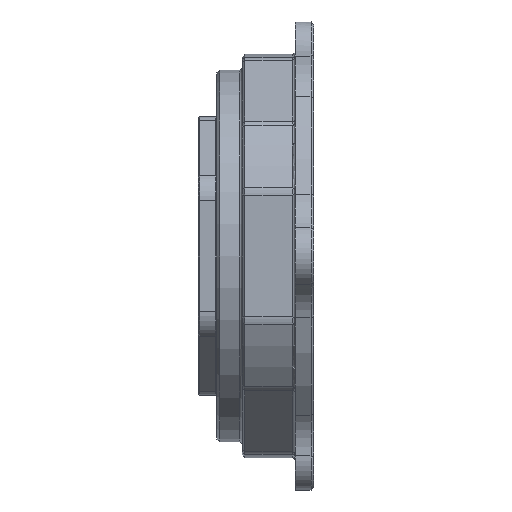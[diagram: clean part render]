
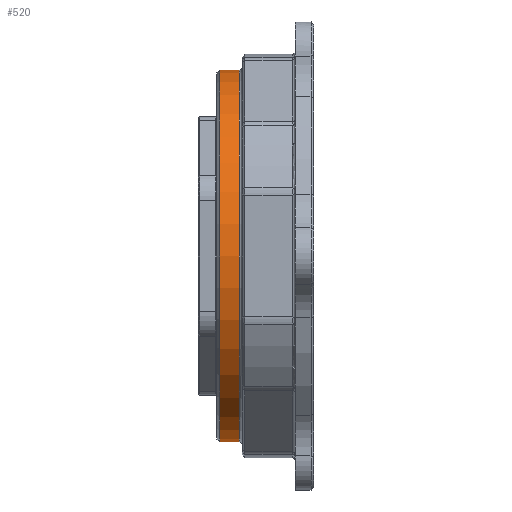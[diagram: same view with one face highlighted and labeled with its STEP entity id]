
A CAD part, front view. The second image highlights one B-rep face of the part: STEP entity #520.
In plain terms, the highlighted cylindrical face has radius 35 mm (diameter 70 mm), a partial arc.
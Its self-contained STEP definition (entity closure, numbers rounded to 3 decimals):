
#27 = DIRECTION ( 'NONE',  ( -1., 0., 0. ) ) ;
#147 = CARTESIAN_POINT ( 'NONE',  ( -52.989, 0., 0. ) ) ;
#402 = AXIS2_PLACEMENT_3D ( 'NONE', #147, #5130, #6647 ) ;
#520 = ADVANCED_FACE ( 'NONE', ( #2219 ), #5035, .T. ) ;
#1171 = VECTOR ( 'NONE', #4440, 1000. ) ;
#1652 = VERTEX_POINT ( 'NONE', #4761 ) ;
#1786 = AXIS2_PLACEMENT_3D ( 'NONE', #2739, #8463, #5604 ) ;
#1998 = ORIENTED_EDGE ( 'NONE', *, *, #9318, .T. ) ;
#2120 = DIRECTION ( 'NONE',  ( 0., 0., -1. ) ) ;
#2219 = FACE_OUTER_BOUND ( 'NONE', #7356, .T. ) ;
#2381 = VERTEX_POINT ( 'NONE', #4449 ) ;
#2739 = CARTESIAN_POINT ( 'NONE',  ( 0.5, 0., 0. ) ) ;
#2742 = CIRCLE ( 'NONE', #5326, 35. ) ;
#2846 = ORIENTED_EDGE ( 'NONE', *, *, #3156, .T. ) ;
#3087 = CARTESIAN_POINT ( 'NONE',  ( -52.989, 0., -35. ) ) ;
#3156 = EDGE_CURVE ( 'NONE', #2381, #1652, #7110, .T. ) ;
#3539 = VERTEX_POINT ( 'NONE', #4157 ) ;
#3612 = LINE ( 'NONE', #8629, #5754 ) ;
#3958 = ORIENTED_EDGE ( 'NONE', *, *, #6755, .F. ) ;
#4157 = CARTESIAN_POINT ( 'NONE',  ( 4.25, 0., 35. ) ) ;
#4330 = DIRECTION ( 'NONE',  ( -1., 0., 0. ) ) ;
#4440 = DIRECTION ( 'NONE',  ( -1., 0., 0. ) ) ;
#4449 = CARTESIAN_POINT ( 'NONE',  ( 0.5, 0., 35. ) ) ;
#4761 = CARTESIAN_POINT ( 'NONE',  ( 0.5, 0., -35. ) ) ;
#5035 = CYLINDRICAL_SURFACE ( 'NONE', #402, 35. ) ;
#5065 = ORIENTED_EDGE ( 'NONE', *, *, #8551, .T. ) ;
#5130 = DIRECTION ( 'NONE',  ( -1., 0., 0. ) ) ;
#5326 = AXIS2_PLACEMENT_3D ( 'NONE', #6483, #27, #2120 ) ;
#5415 = LINE ( 'NONE', #3087, #1171 ) ;
#5604 = DIRECTION ( 'NONE',  ( 0., 0., -1. ) ) ;
#5754 = VECTOR ( 'NONE', #4330, 1000. ) ;
#6483 = CARTESIAN_POINT ( 'NONE',  ( 4.25, 0., 0. ) ) ;
#6647 = DIRECTION ( 'NONE',  ( 0., 0., 1. ) ) ;
#6755 = EDGE_CURVE ( 'NONE', #9320, #1652, #5415, .T. ) ;
#7110 = CIRCLE ( 'NONE', #1786, 35. ) ;
#7356 = EDGE_LOOP ( 'NONE', ( #3958, #5065, #1998, #2846 ) ) ;
#7906 = CARTESIAN_POINT ( 'NONE',  ( 4.25, 0., -35. ) ) ;
#8463 = DIRECTION ( 'NONE',  ( 1., 0., 0. ) ) ;
#8551 = EDGE_CURVE ( 'NONE', #9320, #3539, #2742, .T. ) ;
#8629 = CARTESIAN_POINT ( 'NONE',  ( -52.989, 0., 35. ) ) ;
#9318 = EDGE_CURVE ( 'NONE', #3539, #2381, #3612, .T. ) ;
#9320 = VERTEX_POINT ( 'NONE', #7906 ) ;
